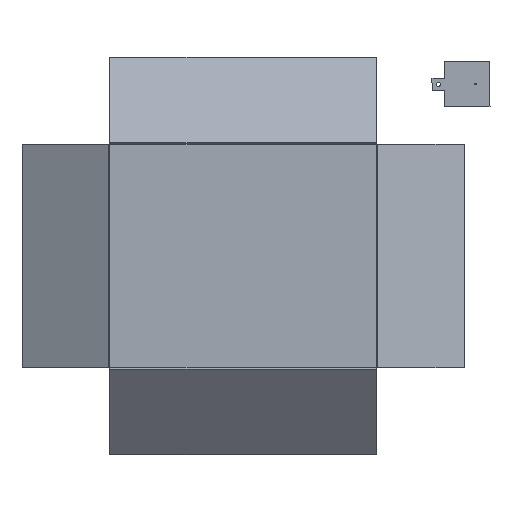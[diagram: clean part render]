
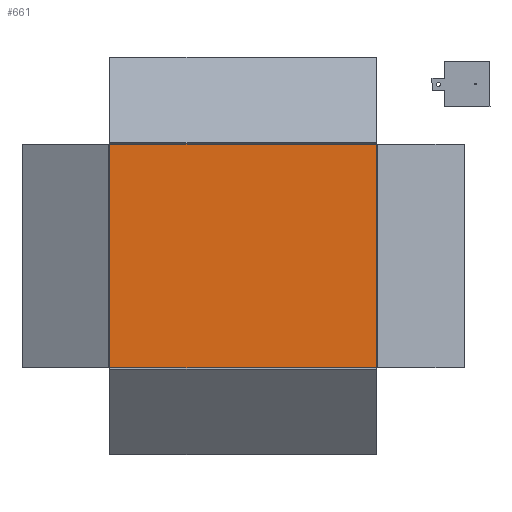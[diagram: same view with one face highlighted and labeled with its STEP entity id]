
A CAD part, front view. The second image highlights one B-rep face of the part: STEP entity #661.
In plain terms, the highlighted planar face has unit normal (0, -1, 0).
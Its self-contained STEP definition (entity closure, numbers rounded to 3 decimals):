
#79 = LINE ( 'NONE', #634, #1327 ) ;
#83 = LINE ( 'NONE', #646, #95 ) ;
#86 = CARTESIAN_POINT ( 'NONE',  ( 246.062, -68.921, 41.275 ) ) ;
#95 = VECTOR ( 'NONE', #804, 1000. ) ;
#191 = EDGE_CURVE ( 'NONE', #595, #1690, #753, .T. ) ;
#313 = CARTESIAN_POINT ( 'NONE',  ( 246.062, -68.921, 41.275 ) ) ;
#396 = PLANE ( 'NONE',  #1764 ) ;
#448 = CARTESIAN_POINT ( 'NONE',  ( -49.212, -68.921, 41.275 ) ) ;
#513 = DIRECTION ( 'NONE',  ( 0., 0., -1. ) ) ;
#531 = CARTESIAN_POINT ( 'NONE',  ( 246.062, -68.921, -206.375 ) ) ;
#573 = DIRECTION ( 'NONE',  ( 0., 0., -1. ) ) ;
#595 = VERTEX_POINT ( 'NONE', #1750 ) ;
#599 = EDGE_CURVE ( 'NONE', #1690, #1032, #79, .T. ) ;
#634 = CARTESIAN_POINT ( 'NONE',  ( -49.212, -68.921, 41.275 ) ) ;
#646 = CARTESIAN_POINT ( 'NONE',  ( -49.212, -68.921, -206.375 ) ) ;
#661 = ADVANCED_FACE ( 'NONE', ( #1105 ), #396, .T. ) ;
#688 = ORIENTED_EDGE ( 'NONE', *, *, #599, .F. ) ;
#753 = LINE ( 'NONE', #1302, #1376 ) ;
#804 = DIRECTION ( 'NONE',  ( -1., 0., 0. ) ) ;
#858 = CARTESIAN_POINT ( 'NONE',  ( -49.212, -68.921, 41.275 ) ) ;
#877 = EDGE_CURVE ( 'NONE', #1032, #1323, #1330, .T. ) ;
#936 = DIRECTION ( 'NONE',  ( 1., 0., 0. ) ) ;
#1032 = VERTEX_POINT ( 'NONE', #313 ) ;
#1073 = ORIENTED_EDGE ( 'NONE', *, *, #877, .F. ) ;
#1105 = FACE_OUTER_BOUND ( 'NONE', #1640, .T. ) ;
#1165 = DIRECTION ( 'NONE',  ( 0., 0., 1. ) ) ;
#1302 = CARTESIAN_POINT ( 'NONE',  ( -49.212, -68.921, 41.275 ) ) ;
#1323 = VERTEX_POINT ( 'NONE', #531 ) ;
#1327 = VECTOR ( 'NONE', #936, 1000. ) ;
#1330 = LINE ( 'NONE', #86, #1415 ) ;
#1376 = VECTOR ( 'NONE', #1165, 1000. ) ;
#1415 = VECTOR ( 'NONE', #513, 1000. ) ;
#1439 = ORIENTED_EDGE ( 'NONE', *, *, #1765, .F. ) ;
#1467 = ORIENTED_EDGE ( 'NONE', *, *, #191, .F. ) ;
#1640 = EDGE_LOOP ( 'NONE', ( #1467, #1439, #1073, #688 ) ) ;
#1690 = VERTEX_POINT ( 'NONE', #448 ) ;
#1750 = CARTESIAN_POINT ( 'NONE',  ( -49.212, -68.921, -206.375 ) ) ;
#1764 = AXIS2_PLACEMENT_3D ( 'NONE', #858, #1804, #573 ) ;
#1765 = EDGE_CURVE ( 'NONE', #1323, #595, #83, .T. ) ;
#1804 = DIRECTION ( 'NONE',  ( 0., -1., 0. ) ) ;
